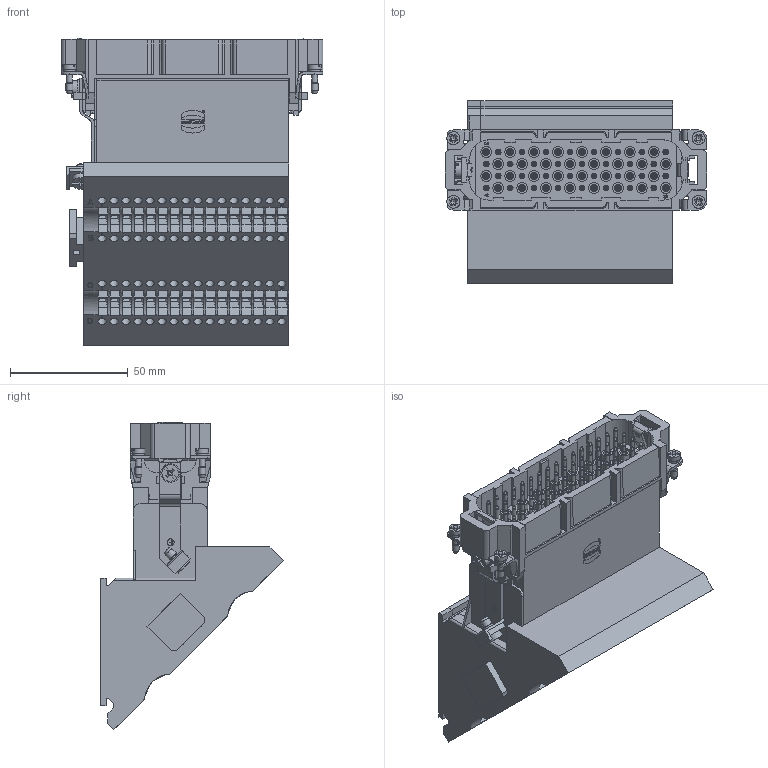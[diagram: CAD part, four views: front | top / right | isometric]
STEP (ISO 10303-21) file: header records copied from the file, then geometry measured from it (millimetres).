
FILE_DESCRIPTION(/* description */ (''),/* implementation_level */ '2;1');
FILE_NAME(/* name */ '100711868ugm000_b.stp',/* time_stamp */ '2019-06-12T11:23:41+02:00',/* author */ (''),/* organization */ (''),/* preprocessor_version */ 'ST-DEVELOPER v16.7',/* originating_system */ 'SIEMENS PLM Software NX 12.0',/* authorisation */ '');
FILE_SCHEMA (('AUTOMOTIVE_DESIGN { 1 0 10303 214 3 1 1 1 }'));
Products named in the file (1): 100711868ugm000_b
Bounding box: 111 x 77.54 x 130.39 mm (x, y, z)
Volume: 380565.2 mm3; surface area: 73309.9 mm2
Topology: 1 solids, 1 shells, 3187 faces, 8430 edges, 5481 vertices
Faces by surface type: plane 2047, cylinder 460, cone 295, extrusion 249, bspline 132, torus 2, sphere 2
Full cylindrical faces by diameter (mm): 0.7 x1, 1 x1, 1.585 x64, 1.8 x64, 2.3 x1, 2.45 x65, 2.5 x4, 2.925 x2, 3 x38, 3.6 x64, 4 x1, 4.35 x1, 4.6 x32, 5 x4, 5.5 x4, 7 x2, 8 x1
Entity records: 114248 total; most frequent: CARTESIAN_POINT 29684, ORIENTED_EDGE 15182, DIRECTION 13769, EDGE_CURVE 7591, VERTEX_POINT 5332, VECTOR 5223, LINE 4974, AXIS2_PLACEMENT_3D 4273
